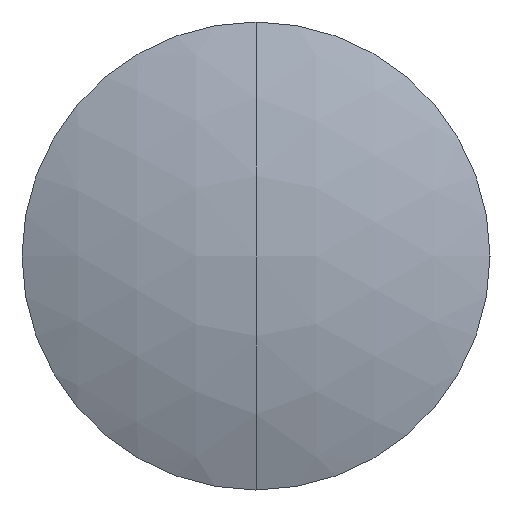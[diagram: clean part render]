
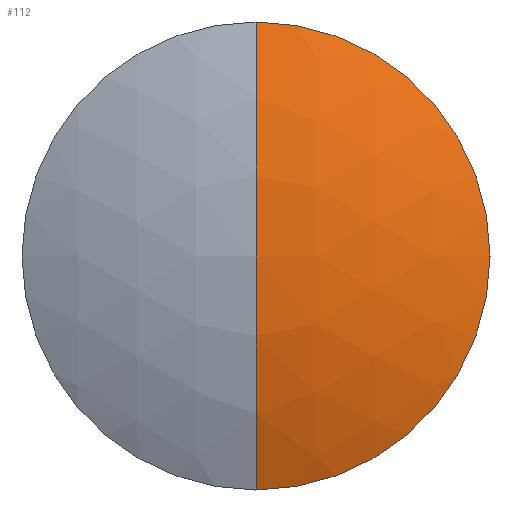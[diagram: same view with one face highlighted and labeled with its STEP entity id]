
A CAD part, left-side view. The second image highlights one B-rep face of the part: STEP entity #112.
In plain terms, the highlighted spherical face has radius 32.14 mm.
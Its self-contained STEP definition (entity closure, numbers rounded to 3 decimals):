
#10 = SPHERICAL_SURFACE ( 'NONE', #218, 32.14 ) ;
#23 = AXIS2_PLACEMENT_3D ( 'NONE', #71, #47, #296 ) ;
#30 = FACE_OUTER_BOUND ( 'NONE', #326, .T. ) ;
#39 = CARTESIAN_POINT ( 'NONE',  ( 76.11, 0., 0. ) ) ;
#42 = CARTESIAN_POINT ( 'NONE',  ( 46.586, 0., 12.7 ) ) ;
#47 = DIRECTION ( 'NONE',  ( -1., 0., 0. ) ) ;
#64 = ORIENTED_EDGE ( 'NONE', *, *, #292, .T. ) ;
#71 = CARTESIAN_POINT ( 'NONE',  ( 46.586, 0., 0. ) ) ;
#77 = DIRECTION ( 'NONE',  ( 0., -1., 0. ) ) ;
#84 = VERTEX_POINT ( 'NONE', #42 ) ;
#88 = ORIENTED_EDGE ( 'NONE', *, *, #126, .F. ) ;
#90 = CIRCLE ( 'NONE', #23, 12.7 ) ;
#100 = DIRECTION ( 'NONE',  ( 0., 0., -1. ) ) ;
#107 = DIRECTION ( 'NONE',  ( 0., 1., 0. ) ) ;
#112 = ADVANCED_FACE ( 'NONE', ( #30 ), #10, .T. ) ;
#123 = CIRCLE ( 'NONE', #241, 32.14 ) ;
#126 = EDGE_CURVE ( 'NONE', #313, #190, #199, .T. ) ;
#190 = VERTEX_POINT ( 'NONE', #283 ) ;
#199 = CIRCLE ( 'NONE', #300, 32.14 ) ;
#207 = DIRECTION ( 'NONE',  ( 0., 0., -1. ) ) ;
#217 = CARTESIAN_POINT ( 'NONE',  ( 76.11, 0., 0. ) ) ;
#218 = AXIS2_PLACEMENT_3D ( 'NONE', #217, #282, #100 ) ;
#241 = AXIS2_PLACEMENT_3D ( 'NONE', #39, #77, #207 ) ;
#245 = ORIENTED_EDGE ( 'NONE', *, *, #333, .T. ) ;
#261 = DIRECTION ( 'NONE',  ( 0., 0., 1. ) ) ;
#282 = DIRECTION ( 'NONE',  ( 0., -1., 0. ) ) ;
#283 = CARTESIAN_POINT ( 'NONE',  ( 43.97, 0., 0. ) ) ;
#292 = EDGE_CURVE ( 'NONE', #84, #190, #123, .T. ) ;
#296 = DIRECTION ( 'NONE',  ( 0., 0., 1. ) ) ;
#300 = AXIS2_PLACEMENT_3D ( 'NONE', #327, #107, #261 ) ;
#313 = VERTEX_POINT ( 'NONE', #331 ) ;
#326 = EDGE_LOOP ( 'NONE', ( #245, #64, #88 ) ) ;
#327 = CARTESIAN_POINT ( 'NONE',  ( 76.11, 0., 0. ) ) ;
#331 = CARTESIAN_POINT ( 'NONE',  ( 46.586, 0., -12.7 ) ) ;
#333 = EDGE_CURVE ( 'NONE', #313, #84, #90, .T. ) ;
